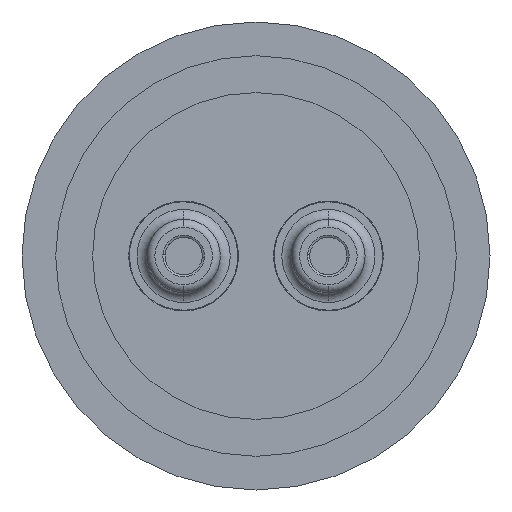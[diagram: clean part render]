
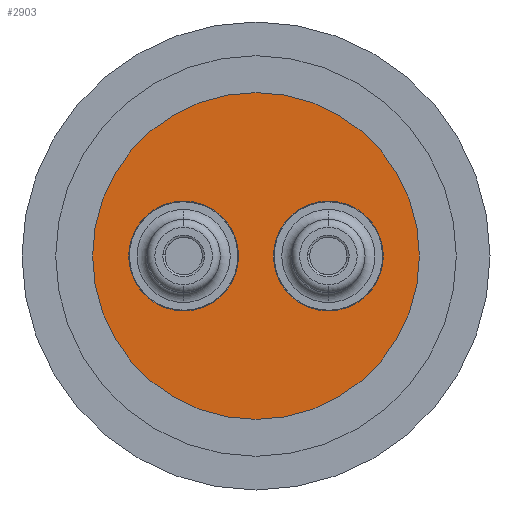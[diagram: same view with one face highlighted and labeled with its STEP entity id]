
A CAD part, front view. The second image highlights one B-rep face of the part: STEP entity #2903.
In plain terms, the highlighted planar face has unit normal (0, -1, 0).
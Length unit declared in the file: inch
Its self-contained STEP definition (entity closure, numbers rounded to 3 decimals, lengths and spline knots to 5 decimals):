
#86 = AXIS2_PLACEMENT_3D ( 'NONE', #374, #376, #369 ) ;
#369 = DIRECTION ( 'NONE',  ( 0., 0., 1. ) ) ;
#372 = PLANE ( 'NONE',  #86 ) ;
#374 = CARTESIAN_POINT ( 'NONE',  ( 0.412, -0.62633, 0. ) ) ;
#376 = DIRECTION ( 'NONE',  ( 0., 1., 0. ) ) ;
#878 = CIRCLE ( 'NONE', #3267, 0.412 ) ;
#884 = CIRCLE ( 'NONE', #3269, 0.1385 ) ;
#888 = CIRCLE ( 'NONE', #3271, 0.1385 ) ;
#1046 = CIRCLE ( 'NONE', #3238, 0.1385 ) ;
#1047 = CIRCLE ( 'NONE', #3240, 0.412 ) ;
#1055 = CIRCLE ( 'NONE', #3236, 0.1385 ) ;
#1579 = VERTEX_POINT ( 'NONE', #2494 ) ;
#1615 = VERTEX_POINT ( 'NONE', #2458 ) ;
#1628 = VERTEX_POINT ( 'NONE', #2444 ) ;
#1641 = VERTEX_POINT ( 'NONE', #2430 ) ;
#1643 = VERTEX_POINT ( 'NONE', #2428 ) ;
#1647 = VERTEX_POINT ( 'NONE', #2423 ) ;
#1772 = EDGE_LOOP ( 'NONE', ( #2004, #2008 ) ) ;
#1788 = EDGE_LOOP ( 'NONE', ( #2001, #2002 ) ) ;
#1789 = EDGE_LOOP ( 'NONE', ( #2010, #2012 ) ) ;
#2001 = ORIENTED_EDGE ( 'NONE', *, *, #2239, .T. ) ;
#2002 = ORIENTED_EDGE ( 'NONE', *, *, #2206, .T. ) ;
#2004 = ORIENTED_EDGE ( 'NONE', *, *, #2240, .T. ) ;
#2008 = ORIENTED_EDGE ( 'NONE', *, *, #2210, .T. ) ;
#2010 = ORIENTED_EDGE ( 'NONE', *, *, #2214, .F. ) ;
#2012 = ORIENTED_EDGE ( 'NONE', *, *, #2238, .F. ) ;
#2206 = EDGE_CURVE ( 'NONE', #1647, #1628, #888, .T. ) ;
#2210 = EDGE_CURVE ( 'NONE', #1643, #1615, #884, .T. ) ;
#2214 = EDGE_CURVE ( 'NONE', #1579, #1641, #878, .T. ) ;
#2238 = EDGE_CURVE ( 'NONE', #1641, #1579, #1047, .T. ) ;
#2239 = EDGE_CURVE ( 'NONE', #1628, #1647, #1046, .T. ) ;
#2240 = EDGE_CURVE ( 'NONE', #1615, #1643, #1055, .T. ) ;
#2423 = CARTESIAN_POINT ( 'NONE',  ( 0.1825, -0.62633, -0.1385 ) ) ;
#2428 = CARTESIAN_POINT ( 'NONE',  ( -0.1825, -0.62633, -0.1385 ) ) ;
#2430 = CARTESIAN_POINT ( 'NONE',  ( 0., -0.62633, -0.412 ) ) ;
#2444 = CARTESIAN_POINT ( 'NONE',  ( 0.1825, -0.62633, 0.1385 ) ) ;
#2458 = CARTESIAN_POINT ( 'NONE',  ( -0.1825, -0.62633, 0.1385 ) ) ;
#2494 = CARTESIAN_POINT ( 'NONE',  ( 0., -0.62633, 0.412 ) ) ;
#2903 = ADVANCED_FACE ( 'NONE', ( #3086, #3088, #3084 ), #372, .F. ) ;
#3084 = FACE_OUTER_BOUND ( 'NONE', #1789, .T. ) ;
#3086 = FACE_BOUND ( 'NONE', #1788, .T. ) ;
#3088 = FACE_BOUND ( 'NONE', #1772, .T. ) ;
#3236 = AXIS2_PLACEMENT_3D ( 'NONE', #3425, #3421, #3414 ) ;
#3238 = AXIS2_PLACEMENT_3D ( 'NONE', #3602, #3426, #3420 ) ;
#3240 = AXIS2_PLACEMENT_3D ( 'NONE', #3433, #3435, #3434 ) ;
#3267 = AXIS2_PLACEMENT_3D ( 'NONE', #3611, #3603, #3600 ) ;
#3269 = AXIS2_PLACEMENT_3D ( 'NONE', #3522, #3623, #3570 ) ;
#3271 = AXIS2_PLACEMENT_3D ( 'NONE', #3653, #3652, #3546 ) ;
#3414 = DIRECTION ( 'NONE',  ( 0., 0., 1. ) ) ;
#3420 = DIRECTION ( 'NONE',  ( 0., 0., -1. ) ) ;
#3421 = DIRECTION ( 'NONE',  ( 0., 1., 0. ) ) ;
#3425 = CARTESIAN_POINT ( 'NONE',  ( -0.1825, -0.62633, 0. ) ) ;
#3426 = DIRECTION ( 'NONE',  ( 0., 1., 0. ) ) ;
#3433 = CARTESIAN_POINT ( 'NONE',  ( 0., -0.62633, 0. ) ) ;
#3434 = DIRECTION ( 'NONE',  ( 0., 0., 1. ) ) ;
#3435 = DIRECTION ( 'NONE',  ( 0., 1., 0. ) ) ;
#3522 = CARTESIAN_POINT ( 'NONE',  ( -0.1825, -0.62633, 0. ) ) ;
#3546 = DIRECTION ( 'NONE',  ( 0., 0., -1. ) ) ;
#3570 = DIRECTION ( 'NONE',  ( 0., 0., 1. ) ) ;
#3600 = DIRECTION ( 'NONE',  ( 0., 0., 1. ) ) ;
#3602 = CARTESIAN_POINT ( 'NONE',  ( 0.1825, -0.62633, 0. ) ) ;
#3603 = DIRECTION ( 'NONE',  ( 0., 1., 0. ) ) ;
#3611 = CARTESIAN_POINT ( 'NONE',  ( 0., -0.62633, 0. ) ) ;
#3623 = DIRECTION ( 'NONE',  ( 0., 1., 0. ) ) ;
#3652 = DIRECTION ( 'NONE',  ( 0., 1., 0. ) ) ;
#3653 = CARTESIAN_POINT ( 'NONE',  ( 0.1825, -0.62633, 0. ) ) ;
